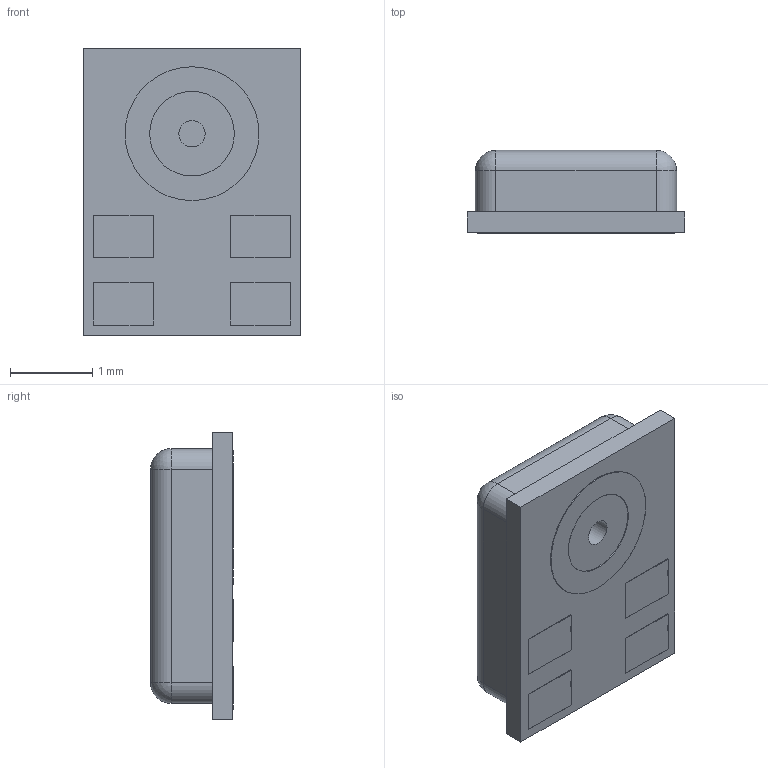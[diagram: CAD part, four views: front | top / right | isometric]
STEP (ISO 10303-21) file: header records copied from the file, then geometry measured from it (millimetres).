
FILE_DESCRIPTION(/* description */ (''),/* implementation_level */ '2;1');
FILE_NAME(/* name */ 'DMM-3526-B-R.ipt.step',/* time_stamp */ '2024-02-07T22:35:51-05:00',/* author */ ('vandenbroek'),/* organization */ (''),/* preprocessor_version */ 'ST-DEVELOPER v20',/* originating_system */ 'Autodesk Inventor 2024',/* authorisation */ '');
FILE_SCHEMA (('AUTOMOTIVE_DESIGN { 1 0 10303 214 3 1 1 }'));
Length unit declared in the file: millimetre
Products named in the file (1): DMM-3526-B-R
Bounding box: 2.65 x 1.01 x 3.5 mm (x, y, z)
Volume: 3.9 mm3; surface area: 48 mm2
Topology: 1 solids, 1 shells, 54 faces, 117 edges, 74 vertices
Faces by surface type: plane 39, cylinder 11, sphere 4
Full cylindrical faces by diameter (mm): 0.32 x1, 1.03 x1, 1.63 x1
Entity records: 1571 total; most frequent: DIRECTION 249, CARTESIAN_POINT 246, ORIENTED_EDGE 234, EDGE_CURVE 117, LINE 95, VECTOR 95, AXIS2_PLACEMENT_3D 77, VERTEX_POINT 74
